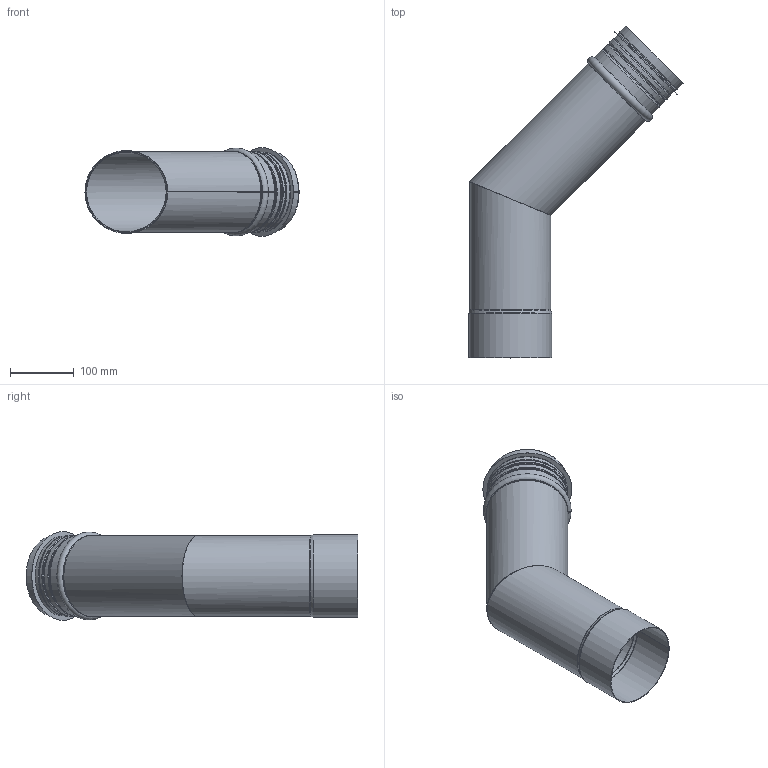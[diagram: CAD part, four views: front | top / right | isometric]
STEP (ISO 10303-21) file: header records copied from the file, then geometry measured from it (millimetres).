
FILE_DESCRIPTION(/* description */ ('Rörämne böj imkanal'),/* implementation_level */ '2;1');
FILE_NAME(/* name */ 'HVH-45-1.stp',/* time_stamp */ '2016-02-10T14:35:01+01:00',/* author */ ('CAD'),/* organization */ (''),/* preprocessor_version */ 'ST-DEVELOPER v15.6',/* originating_system */ 'Autodesk Inventor 2015',/* authorisation */ '');
FILE_SCHEMA (('AUTOMOTIVE_DESIGN { 1 0 10303 214 3 1 1 }'));
Length unit declared in the file: millimetre
Products named in the file (5): HVH-45-AA-1; HVH-45-AB-1; HIK-AA-2; HIK-AB-2; HVH-45-1
Assembly tree (4 placements, depth 2):
  HVH-45-1
    HVH-45-AA-1
    HVH-45-AB-1
    HIK-AA-2
    HIK-AB-2
Bounding box: 336.28 x 521.18 x 139.6 mm (x, y, z)
Volume: 250117.5 mm3; surface area: 490863.3 mm2
Topology: 4 solids, 4 shells, 128 faces, 253 edges, 133 vertices
Faces by surface type: plane 62, torus 32, cylinder 22, cone 12
Full cylindrical faces by diameter (mm): 122 x2, 125.6 x2, 126.6 x1, 139.6 x1
Entity records: 3395 total; most frequent: DIRECTION 640, CARTESIAN_POINT 509, ORIENTED_EDGE 478, AXIS2_PLACEMENT_3D 264, EDGE_CURVE 239, EDGE_LOOP 146, VERTEX_POINT 133, STYLED_ITEM 132
